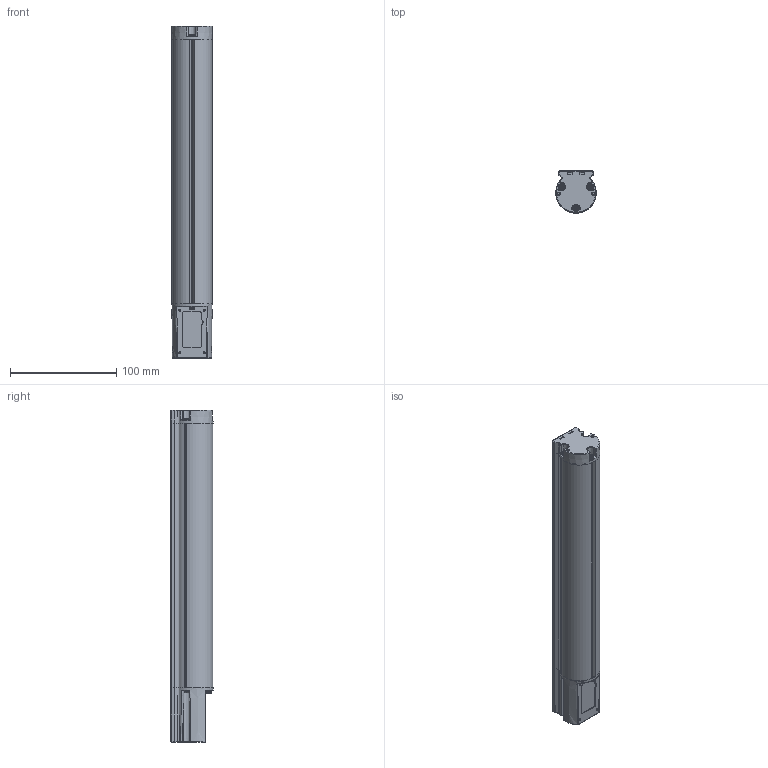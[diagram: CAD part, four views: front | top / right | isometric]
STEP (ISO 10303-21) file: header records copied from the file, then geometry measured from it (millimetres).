
FILE_DESCRIPTION((''),'2;1');
FILE_NAME('231345_SM01_ASM','2024-06-10T14:07:54',('banengservice'),('BANNER ENGINEERING'),'CREO PARAMETRIC BY PTC INC, 2022414','CREO PARAMETRIC BY PTC INC, 2022414','');
FILE_SCHEMA(('CONFIG_CONTROL_DESIGN'));
Length unit declared in the file: millimetre
Products named in the file (2): 231345_EP01; 231345_SM01_ASM
Assembly tree (1 placements, depth 2):
  231345_SM01_ASM
    231345_EP01
Bounding box: 38 x 39.59 x 312.03 mm (x, y, z)
Volume: 346383.6 mm3; surface area: 79587.2 mm2
Topology: 1 solids, 1 shells, 1725 faces, 5905 edges, 3867 vertices
Faces by surface type: cylinder 775, plane 617, bspline 162, cone 129, torus 42
Entity records: 164901 total; most frequent: CARTESIAN_POINT 117999, ORIENTED_EDGE 11810, DIRECTION 7466, EDGE_CURVE 5905, VERTEX_POINT 3867, VECTOR 2514, LINE 2514, B_SPLINE_CURVE_WITH_KNOTS 2481
